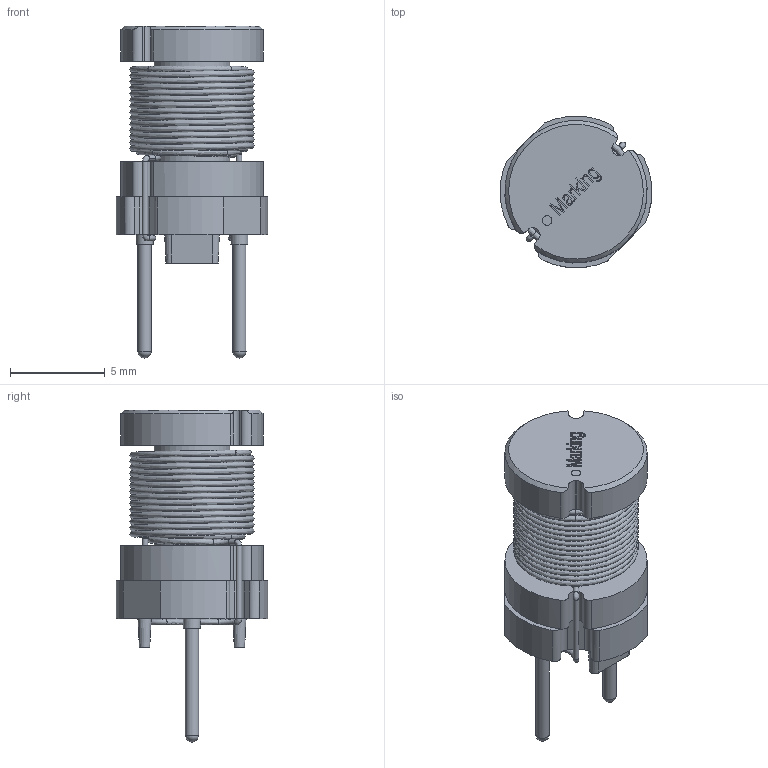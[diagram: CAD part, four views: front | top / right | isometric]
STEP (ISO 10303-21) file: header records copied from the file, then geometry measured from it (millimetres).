
FILE_DESCRIPTION(/* description */ ('Unknown'),/* implementation_level */ '2;1');
FILE_NAME(/* name */ 'L_Wurth_WE-TI_8012B',/* time_stamp */ '2022-04-18T18:05:49+08:00',/* author */ ('Unknown'),/* organization */ ('Unknown'),/* preprocessor_version */ 'ST-DEVELOPER v16.7',/* originating_system */ 'Solid Edge',/* authorisation */ 'Unknown');
FILE_SCHEMA (('AUTOMOTIVE_DESIGN {1 0 10303 214 3 1 1}'));
Length unit declared in the file: millimetre
Products named in the file (2): L_Wurth_WE-TI_8012B
Assembly tree (1 placements, depth 2):
  L_Wurth_WE-TI_8012B
    L_Wurth_WE-TI_8012B
Bounding box: 8 x 8 x 17.5 mm (x, y, z)
Volume: 392.3 mm3; surface area: 1312.5 mm2
Topology: 1 solids, 1 shells, 186 faces, 486 edges, 319 vertices
Faces by surface type: plane 108, cylinder 41, bspline 29, cone 6, sphere 2
Full cylindrical faces by diameter (mm): 0.3 x1, 0.301 x1, 0.5 x1, 0.7 x2, 0.9 x2, 4 x1
Entity records: 12370 total; most frequent: CARTESIAN_POINT 6735, ORIENTED_EDGE 886, DIRECTION 824, EDGE_CURVE 443, VERTEX_POINT 305, LINE 298, VECTOR 298, AXIS2_PLACEMENT_3D 263
